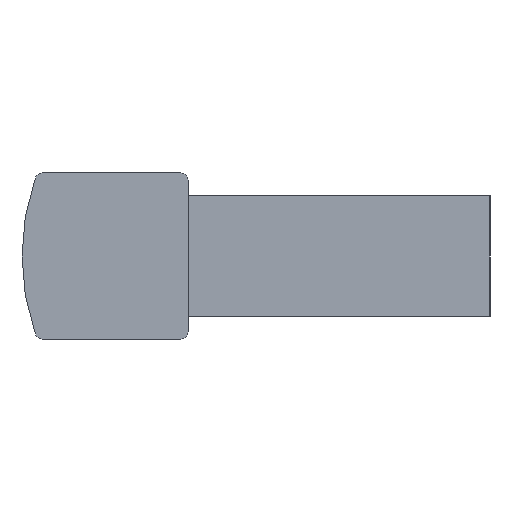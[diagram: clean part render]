
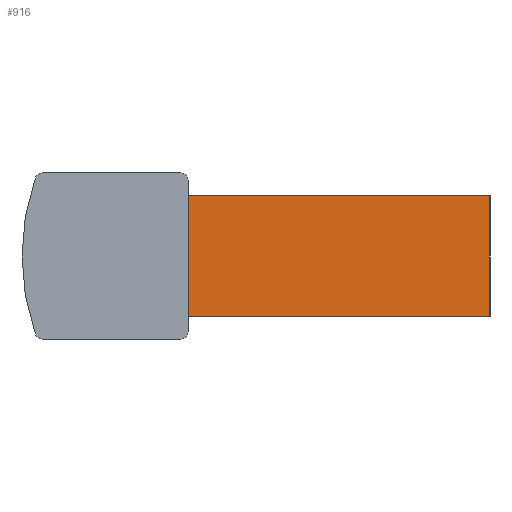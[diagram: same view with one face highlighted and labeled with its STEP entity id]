
A CAD part, left-side view. The second image highlights one B-rep face of the part: STEP entity #916.
In plain terms, the highlighted planar face has unit normal (-1, 0, 0).
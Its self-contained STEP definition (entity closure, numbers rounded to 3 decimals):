
#9 = ORIENTED_EDGE ( 'NONE', *, *, #694, .T. ) ;
#30 = EDGE_LOOP ( 'NONE', ( #756, #9, #371, #893 ) ) ;
#34 = PLANE ( 'NONE',  #254 ) ;
#39 = DIRECTION ( 'NONE',  ( 0., 0., 1. ) ) ;
#75 = EDGE_CURVE ( 'NONE', #899, #364, #599, .T. ) ;
#93 = LINE ( 'NONE', #313, #766 ) ;
#108 = LINE ( 'NONE', #396, #907 ) ;
#114 = DIRECTION ( 'NONE',  ( 1., 0., 0. ) ) ;
#153 = VERTEX_POINT ( 'NONE', #675 ) ;
#169 = DIRECTION ( 'NONE',  ( 0., 1., 0. ) ) ;
#194 = FACE_OUTER_BOUND ( 'NONE', #30, .T. ) ;
#242 = DIRECTION ( 'NONE',  ( 0., 0., -1. ) ) ;
#254 = AXIS2_PLACEMENT_3D ( 'NONE', #755, #114, #538 ) ;
#313 = CARTESIAN_POINT ( 'NONE',  ( -145., -40.792, 4. ) ) ;
#364 = VERTEX_POINT ( 'NONE', #418 ) ;
#371 = ORIENTED_EDGE ( 'NONE', *, *, #575, .T. ) ;
#379 = CARTESIAN_POINT ( 'NONE',  ( -145., 19.999, 4. ) ) ;
#396 = CARTESIAN_POINT ( 'NONE',  ( -145., 0., 4. ) ) ;
#418 = CARTESIAN_POINT ( 'NONE',  ( -145., 19.999, -4. ) ) ;
#478 = CARTESIAN_POINT ( 'NONE',  ( -145., 19.999, 4. ) ) ;
#509 = VECTOR ( 'NONE', #242, 1000. ) ;
#518 = DIRECTION ( 'NONE',  ( 0., 1., 0. ) ) ;
#527 = VERTEX_POINT ( 'NONE', #379 ) ;
#538 = DIRECTION ( 'NONE',  ( 0., 0., -1. ) ) ;
#575 = EDGE_CURVE ( 'NONE', #153, #527, #93, .T. ) ;
#599 = LINE ( 'NONE', #821, #636 ) ;
#607 = LINE ( 'NONE', #478, #509 ) ;
#636 = VECTOR ( 'NONE', #169, 1000. ) ;
#675 = CARTESIAN_POINT ( 'NONE',  ( -145., 0., 4. ) ) ;
#683 = CARTESIAN_POINT ( 'NONE',  ( -145., 0., -4. ) ) ;
#694 = EDGE_CURVE ( 'NONE', #899, #153, #108, .T. ) ;
#755 = CARTESIAN_POINT ( 'NONE',  ( -145., -40.792, 4. ) ) ;
#756 = ORIENTED_EDGE ( 'NONE', *, *, #75, .F. ) ;
#766 = VECTOR ( 'NONE', #518, 1000. ) ;
#821 = CARTESIAN_POINT ( 'NONE',  ( -145., -40.792, -4. ) ) ;
#893 = ORIENTED_EDGE ( 'NONE', *, *, #940, .T. ) ;
#899 = VERTEX_POINT ( 'NONE', #683 ) ;
#907 = VECTOR ( 'NONE', #39, 1000. ) ;
#916 = ADVANCED_FACE ( 'NONE', ( #194 ), #34, .F. ) ;
#940 = EDGE_CURVE ( 'NONE', #527, #364, #607, .T. ) ;
